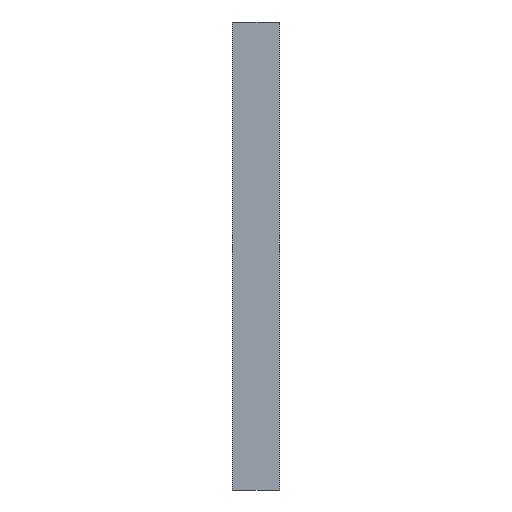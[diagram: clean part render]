
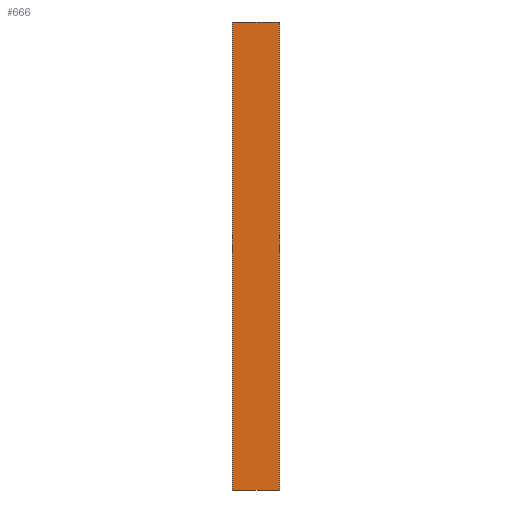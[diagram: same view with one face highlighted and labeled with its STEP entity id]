
A CAD part, front view. The second image highlights one B-rep face of the part: STEP entity #666.
In plain terms, the highlighted planar face has unit normal (0, -1, 0).
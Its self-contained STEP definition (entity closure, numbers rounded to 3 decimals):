
#3 = DIRECTION ( 'NONE',  ( 0., 0., -1. ) ) ;
#55 = AXIS2_PLACEMENT_3D ( 'NONE', #1280, #307, #3 ) ;
#124 = DIRECTION ( 'NONE',  ( 1., 0., 0. ) ) ;
#139 = EDGE_CURVE ( 'NONE', #197, #982, #681, .T. ) ;
#170 = EDGE_LOOP ( 'NONE', ( #339, #275, #858, #1093 ) ) ;
#197 = VERTEX_POINT ( 'NONE', #1012 ) ;
#207 = DIRECTION ( 'NONE',  ( 0., 0., 1. ) ) ;
#245 = VERTEX_POINT ( 'NONE', #474 ) ;
#265 = EDGE_CURVE ( 'NONE', #637, #245, #1082, .T. ) ;
#275 = ORIENTED_EDGE ( 'NONE', *, *, #690, .F. ) ;
#304 = LINE ( 'NONE', #1076, #310 ) ;
#307 = DIRECTION ( 'NONE',  ( 0., -1., 0. ) ) ;
#310 = VECTOR ( 'NONE', #207, 1000. ) ;
#322 = VECTOR ( 'NONE', #1269, 1000. ) ;
#339 = ORIENTED_EDGE ( 'NONE', *, *, #139, .F. ) ;
#380 = FACE_OUTER_BOUND ( 'NONE', #170, .T. ) ;
#413 = PLANE ( 'NONE',  #55 ) ;
#425 = CARTESIAN_POINT ( 'NONE',  ( 99., -1., -1000. ) ) ;
#474 = CARTESIAN_POINT ( 'NONE',  ( 99., -1., -1000. ) ) ;
#528 = DIRECTION ( 'NONE',  ( 1., 0., 0. ) ) ;
#596 = VECTOR ( 'NONE', #124, 1000. ) ;
#637 = VERTEX_POINT ( 'NONE', #703 ) ;
#665 = EDGE_CURVE ( 'NONE', #245, #982, #1292, .T. ) ;
#666 = ADVANCED_FACE ( 'NONE', ( #380 ), #413, .T. ) ;
#679 = VECTOR ( 'NONE', #528, 1000. ) ;
#681 = LINE ( 'NONE', #1249, #679 ) ;
#690 = EDGE_CURVE ( 'NONE', #637, #197, #304, .T. ) ;
#703 = CARTESIAN_POINT ( 'NONE',  ( -99., -1., -1000. ) ) ;
#754 = CARTESIAN_POINT ( 'NONE',  ( 99., -1., 1000. ) ) ;
#858 = ORIENTED_EDGE ( 'NONE', *, *, #265, .T. ) ;
#976 = CARTESIAN_POINT ( 'NONE',  ( -101., -1., -1000. ) ) ;
#982 = VERTEX_POINT ( 'NONE', #754 ) ;
#1012 = CARTESIAN_POINT ( 'NONE',  ( -99., -1., 1000. ) ) ;
#1076 = CARTESIAN_POINT ( 'NONE',  ( -99., -1., -1000. ) ) ;
#1082 = LINE ( 'NONE', #976, #596 ) ;
#1093 = ORIENTED_EDGE ( 'NONE', *, *, #665, .T. ) ;
#1249 = CARTESIAN_POINT ( 'NONE',  ( -101., -1., 1000. ) ) ;
#1269 = DIRECTION ( 'NONE',  ( 0., 0., 1. ) ) ;
#1280 = CARTESIAN_POINT ( 'NONE',  ( -101., -1., -1000. ) ) ;
#1292 = LINE ( 'NONE', #425, #322 ) ;
